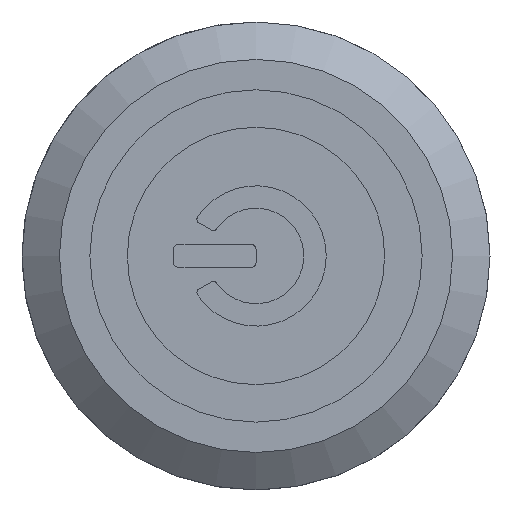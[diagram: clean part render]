
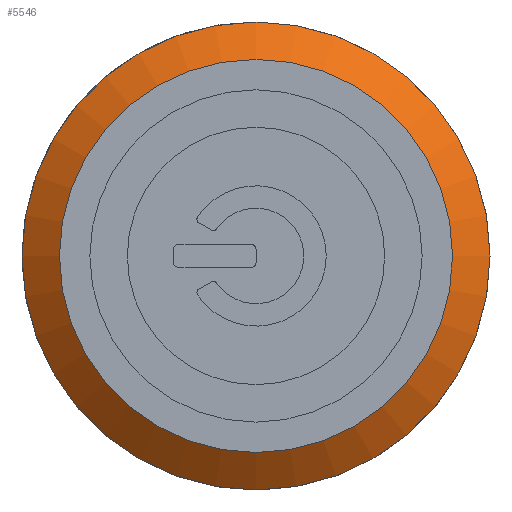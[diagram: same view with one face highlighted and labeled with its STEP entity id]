
A CAD part, top view. The second image highlights one B-rep face of the part: STEP entity #5546.
In plain terms, the highlighted conical face has half-angle 53.13 degrees and reference radius 11.5 mm.
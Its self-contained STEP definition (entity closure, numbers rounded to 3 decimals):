
#48=CONICAL_SURFACE('',#5955,11.5,0.927);
#681=FACE_OUTER_BOUND('',#1002,.T.);
#1002=EDGE_LOOP('',(#5088,#5089,#5090,#5091,#5092,#5093));
#1535=LINE('',#9542,#2069);
#2069=VECTOR('',#7267,11.5);
#2244=CIRCLE('',#5953,12.5);
#2245=CIRCLE('',#5954,12.5);
#2246=CIRCLE('',#5956,10.5);
#2247=CIRCLE('',#5957,10.5);
#2765=VERTEX_POINT('',#9532);
#2766=VERTEX_POINT('',#9533);
#2767=VERTEX_POINT('',#9538);
#2768=VERTEX_POINT('',#9539);
#3548=EDGE_CURVE('',#2765,#2766,#2244,.T.);
#3549=EDGE_CURVE('',#2766,#2765,#2245,.T.);
#3551=EDGE_CURVE('',#2767,#2768,#2246,.T.);
#3552=EDGE_CURVE('',#2768,#2767,#2247,.T.);
#3553=EDGE_CURVE('',#2768,#2766,#1535,.T.);
#5088=ORIENTED_EDGE('',*,*,#3551,.F.);
#5089=ORIENTED_EDGE('',*,*,#3552,.F.);
#5090=ORIENTED_EDGE('',*,*,#3553,.T.);
#5091=ORIENTED_EDGE('',*,*,#3549,.T.);
#5092=ORIENTED_EDGE('',*,*,#3548,.T.);
#5093=ORIENTED_EDGE('',*,*,#3553,.F.);
#5546=ADVANCED_FACE('',(#681),#48,.T.);
#5953=AXIS2_PLACEMENT_3D('',#9534,#7256,#7257);
#5954=AXIS2_PLACEMENT_3D('',#9535,#7258,#7259);
#5955=AXIS2_PLACEMENT_3D('',#9537,#7261,#7262);
#5956=AXIS2_PLACEMENT_3D('',#9540,#7263,#7264);
#5957=AXIS2_PLACEMENT_3D('',#9541,#7265,#7266);
#7256=DIRECTION('center_axis',(0.,0.,1.));
#7257=DIRECTION('ref_axis',(0.,-1.,0.));
#7258=DIRECTION('center_axis',(0.,0.,1.));
#7259=DIRECTION('ref_axis',(0.,-1.,0.));
#7261=DIRECTION('center_axis',(0.,0.,-1.));
#7262=DIRECTION('ref_axis',(0.,-1.,0.));
#7263=DIRECTION('center_axis',(0.,0.,1.));
#7264=DIRECTION('ref_axis',(0.,-1.,0.));
#7265=DIRECTION('center_axis',(0.,0.,1.));
#7266=DIRECTION('ref_axis',(0.,-1.,0.));
#7267=DIRECTION('',(0.,0.8,-0.6));
#9532=CARTESIAN_POINT('',(0.,-12.5,0.5));
#9533=CARTESIAN_POINT('',(0.,12.5,0.5));
#9534=CARTESIAN_POINT('Origin',(0.,0.,0.5));
#9535=CARTESIAN_POINT('Origin',(0.,0.,0.5));
#9537=CARTESIAN_POINT('Origin',(0.,0.,1.25));
#9538=CARTESIAN_POINT('',(0.,-10.5,2.));
#9539=CARTESIAN_POINT('',(0.,10.5,2.));
#9540=CARTESIAN_POINT('Origin',(0.,0.,2.));
#9541=CARTESIAN_POINT('Origin',(0.,0.,2.));
#9542=CARTESIAN_POINT('',(0.,11.5,1.25));
